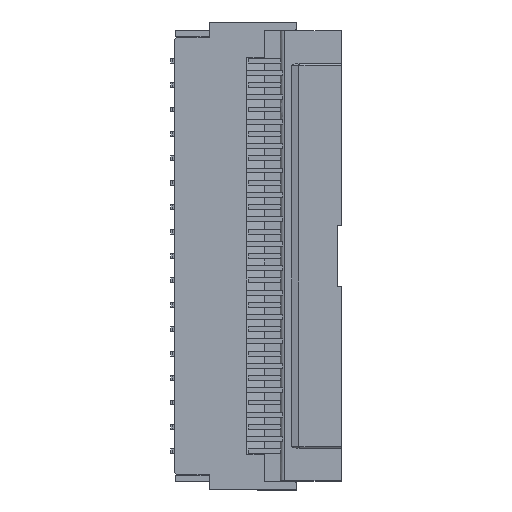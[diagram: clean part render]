
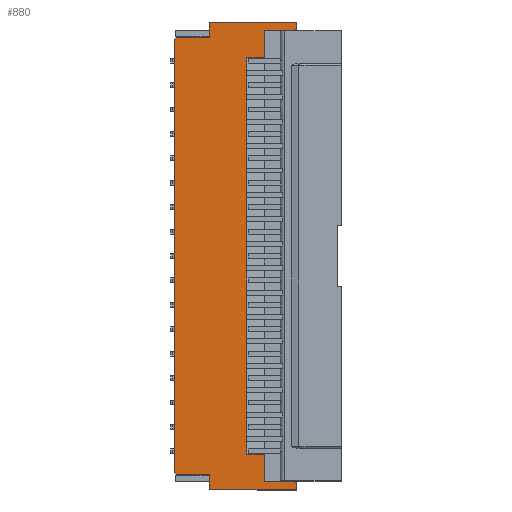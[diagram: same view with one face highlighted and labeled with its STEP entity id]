
A CAD part, top view. The second image highlights one B-rep face of the part: STEP entity #880.
In plain terms, the highlighted planar face has unit normal (0, 0, 1).
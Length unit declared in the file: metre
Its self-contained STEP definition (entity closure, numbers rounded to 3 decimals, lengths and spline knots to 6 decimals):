
#880=ADVANCED_FACE('0:315',(#2335),#2336,.T.);
#2335=FACE_OUTER_BOUND('',#4346,.T.);
#2336=PLANE('',#4347);
#4346=EDGE_LOOP('',(#7075,#7076,#7077,#7078,#7079,#7080,#7081,#7082,#7083,#7084,#7085,#7086,#7087,#7088,#7089,#7090,#7091,#7092,#7093,#7094));
#4347=AXIS2_PLACEMENT_3D('',#7095,#7096,#7097);
#7075=ORIENTED_EDGE('',*,*,#12910,.T.);
#7076=ORIENTED_EDGE('',*,*,#13438,.F.);
#7077=ORIENTED_EDGE('',*,*,#13439,.F.);
#7078=ORIENTED_EDGE('',*,*,#13440,.T.);
#7079=ORIENTED_EDGE('',*,*,#13441,.F.);
#7080=ORIENTED_EDGE('',*,*,#13442,.F.);
#7081=ORIENTED_EDGE('',*,*,#13443,.F.);
#7082=ORIENTED_EDGE('',*,*,#13444,.F.);
#7083=ORIENTED_EDGE('',*,*,#13445,.F.);
#7084=ORIENTED_EDGE('',*,*,#13202,.F.);
#7085=ORIENTED_EDGE('',*,*,#13446,.T.);
#7086=ORIENTED_EDGE('',*,*,#13447,.T.);
#7087=ORIENTED_EDGE('',*,*,#12995,.T.);
#7088=ORIENTED_EDGE('',*,*,#13199,.F.);
#7089=ORIENTED_EDGE('',*,*,#13162,.T.);
#7090=ORIENTED_EDGE('',*,*,#13168,.T.);
#7091=ORIENTED_EDGE('',*,*,#13207,.F.);
#7092=ORIENTED_EDGE('',*,*,#13157,.F.);
#7093=ORIENTED_EDGE('',*,*,#12901,.F.);
#7094=ORIENTED_EDGE('',*,*,#12927,.F.);
#7095=CARTESIAN_POINT('',(-0.000829,0.001943,0.0009));
#7096=DIRECTION('',(0.0,0.,1.0));
#7097=DIRECTION('',(1.0,0.0,0.0));
#12901=EDGE_CURVE('0:2007',#15670,#15671,#15672,.T.);
#12910=EDGE_CURVE('0:2031',#15687,#15688,#15689,.T.);
#12927=EDGE_CURVE('0:2073',#15687,#15670,#15718,.T.);
#12995=EDGE_CURVE('0:2223',#15817,#15815,#15818,.T.);
#13157=EDGE_CURVE('0:2601',#15671,#16075,#16076,.T.);
#13162=EDGE_CURVE('0:2613',#16084,#16081,#16085,.T.);
#13168=EDGE_CURVE('0:2628',#16081,#16092,#16094,.T.);
#13199=EDGE_CURVE('0:2694',#16084,#15815,#16138,.T.);
#13202=EDGE_CURVE('0:2703',#16141,#16143,#16144,.T.);
#13207=EDGE_CURVE('0:2715',#16075,#16092,#16150,.T.);
#13438=EDGE_CURVE('0:3327',#16553,#15688,#16554,.T.);
#13439=EDGE_CURVE('0:3330',#16555,#16553,#16556,.T.);
#13440=EDGE_CURVE('0:3333',#16555,#16557,#16558,.T.);
#13441=EDGE_CURVE('0:3336',#16559,#16557,#16560,.T.);
#13442=EDGE_CURVE('0:3339',#16561,#16559,#16562,.T.);
#13443=EDGE_CURVE('0:3342',#16563,#16561,#16564,.T.);
#13444=EDGE_CURVE('0:3345',#16565,#16563,#16566,.T.);
#13445=EDGE_CURVE('0:3348',#16143,#16565,#16567,.T.);
#13446=EDGE_CURVE('0:3351',#16141,#16568,#16569,.T.);
#13447=EDGE_CURVE('0:3354',#16568,#15817,#16570,.T.);
#15670=VERTEX_POINT('',#19841);
#15671=VERTEX_POINT('',#19842);
#15672=LINE('',#19843,#19844);
#15687=VERTEX_POINT('',#19866);
#15688=VERTEX_POINT('',#19867);
#15689=LINE('',#19868,#19869);
#15718=LINE('',#19911,#19912);
#15815=VERTEX_POINT('',#20047);
#15817=VERTEX_POINT('',#20050);
#15818=LINE('',#20051,#20052);
#16075=VERTEX_POINT('',#20422);
#16076=LINE('',#20423,#20424);
#16081=VERTEX_POINT('',#20431);
#16084=VERTEX_POINT('',#20435);
#16085=LINE('',#20436,#20437);
#16092=VERTEX_POINT('',#20447);
#16094=LINE('',#20450,#20451);
#16138=LINE('',#20516,#20517);
#16141=VERTEX_POINT('',#20521);
#16143=VERTEX_POINT('',#20524);
#16144=LINE('',#20525,#20526);
#16150=LINE('',#20535,#20536);
#16553=VERTEX_POINT('',#21135);
#16554=LINE('',#21136,#21137);
#16555=VERTEX_POINT('',#21138);
#16556=LINE('',#21139,#21140);
#16557=VERTEX_POINT('',#21141);
#16558=LINE('',#21142,#21143);
#16559=VERTEX_POINT('',#21144);
#16560=LINE('',#21145,#21146);
#16561=VERTEX_POINT('',#21147);
#16562=LINE('',#21148,#21149);
#16563=VERTEX_POINT('',#21150);
#16564=LINE('',#21151,#21152);
#16565=VERTEX_POINT('',#21153);
#16566=LINE('',#21154,#21155);
#16567=LINE('',#21156,#21157);
#16568=VERTEX_POINT('',#21158);
#16569=LINE('',#21159,#21160);
#16570=LINE('',#21161,#21162);
#19841=CARTESIAN_POINT('',(-0.00115,0.00538,0.0009));
#19842=CARTESIAN_POINT('',(-0.00115,0.00575,0.0009));
#19843=CARTESIAN_POINT('',(-0.00115,-0.007728,0.0009));
#19844=VECTOR('',#25888,0.001);
#19866=CARTESIAN_POINT('',(-0.00195,0.00538,0.0009));
#19867=CARTESIAN_POINT('',(-0.002,0.00533,0.0009));
#19868=CARTESIAN_POINT('',(-0.00076,0.00657,0.0009));
#19869=VECTOR('',#25896,0.001);
#19911=CARTESIAN_POINT('',(-0.00076,0.00538,0.0009));
#19912=VECTOR('',#25910,0.001);
#20047=CARTESIAN_POINT('',(0.00021,0.004872,0.0009));
#20050=CARTESIAN_POINT('',(-0.00023,0.004872,0.0009));
#20051=CARTESIAN_POINT('',(-0.00076,0.004872,0.0009));
#20052=VECTOR('',#25980,0.001);
#20422=CARTESIAN_POINT('',(0.001,0.00575,0.0009));
#20423=CARTESIAN_POINT('',(-0.00076,0.00575,0.0009));
#20424=VECTOR('',#26130,0.001);
#20431=CARTESIAN_POINT('',(0.00095,0.00555,0.0009));
#20435=CARTESIAN_POINT('',(0.00021,0.00555,0.0009));
#20436=CARTESIAN_POINT('',(-0.00076,0.00555,0.0009));
#20437=VECTOR('',#26134,0.001);
#20447=CARTESIAN_POINT('',(0.001,0.0056,0.0009));
#20450=CARTESIAN_POINT('',(-0.012327,-0.007728,0.0009));
#20451=VECTOR('',#26139,0.001);
#20516=CARTESIAN_POINT('',(0.00021,-0.007728,0.0009));
#20517=VECTOR('',#26161,0.001);
#20521=CARTESIAN_POINT('',(0.00021,-0.004873,0.0009));
#20524=CARTESIAN_POINT('',(0.00021,-0.00555,0.0009));
#20525=CARTESIAN_POINT('',(0.00021,-0.007728,0.0009));
#20526=VECTOR('',#26164,0.001);
#20535=CARTESIAN_POINT('',(0.001,-0.007728,0.0009));
#20536=VECTOR('',#26168,0.001);
#21135=CARTESIAN_POINT('',(-0.002,-0.00533,0.0009));
#21136=CARTESIAN_POINT('',(-0.002,-0.007728,0.0009));
#21137=VECTOR('',#26386,0.001);
#21138=CARTESIAN_POINT('',(-0.00195,-0.00538,0.0009));
#21139=CARTESIAN_POINT('',(-0.00076,-0.00657,0.0009));
#21140=VECTOR('',#26387,0.001);
#21141=CARTESIAN_POINT('',(-0.00115,-0.00538,0.0009));
#21142=CARTESIAN_POINT('',(-0.00076,-0.00538,0.0009));
#21143=VECTOR('',#26388,0.001);
#21144=CARTESIAN_POINT('',(-0.00115,-0.00575,0.0009));
#21145=CARTESIAN_POINT('',(-0.00115,-0.007728,0.0009));
#21146=VECTOR('',#26389,0.001);
#21147=CARTESIAN_POINT('',(0.001,-0.00575,0.0009));
#21148=CARTESIAN_POINT('',(-0.00076,-0.00575,0.0009));
#21149=VECTOR('',#26390,0.001);
#21150=CARTESIAN_POINT('',(0.001,-0.0056,0.0009));
#21151=CARTESIAN_POINT('',(0.001,-0.007728,0.0009));
#21152=VECTOR('',#26391,0.001);
#21153=CARTESIAN_POINT('',(0.00095,-0.00555,0.0009));
#21154=CARTESIAN_POINT('',(-0.00076,-0.00384,0.0009));
#21155=VECTOR('',#26392,0.001);
#21156=CARTESIAN_POINT('',(-0.00076,-0.00555,0.0009));
#21157=VECTOR('',#26393,0.001);
#21158=CARTESIAN_POINT('',(-0.00023,-0.004873,0.0009));
#21159=CARTESIAN_POINT('',(-0.00076,-0.004873,0.0009));
#21160=VECTOR('',#26394,0.001);
#21161=CARTESIAN_POINT('',(-0.00023,-0.007728,0.0009));
#21162=VECTOR('',#26395,0.001);
#25888=DIRECTION('',(0.0,1.0,0.));
#25896=DIRECTION('',(-0.707,-0.707,0.));
#25910=DIRECTION('',(1.0,0.0,0.0));
#25980=DIRECTION('',(1.0,0.0,0.0));
#26130=DIRECTION('',(1.0,0.0,0.0));
#26134=DIRECTION('',(1.0,0.0,0.0));
#26139=DIRECTION('',(0.707,0.707,0.));
#26161=DIRECTION('',(0.0,-1.0,0.));
#26164=DIRECTION('',(0.0,-1.0,0.));
#26168=DIRECTION('',(0.0,-1.0,0.));
#26386=DIRECTION('',(0.0,1.0,0.));
#26387=DIRECTION('',(-0.707,0.707,0.));
#26388=DIRECTION('',(1.0,0.0,0.0));
#26389=DIRECTION('',(0.0,1.0,0.));
#26390=DIRECTION('',(-1.0,0.0,0.0));
#26391=DIRECTION('',(0.0,-1.0,0.));
#26392=DIRECTION('',(0.707,-0.707,0.));
#26393=DIRECTION('',(1.0,0.0,0.0));
#26394=DIRECTION('',(-1.0,0.0,0.0));
#26395=DIRECTION('',(0.0,1.0,0.));
